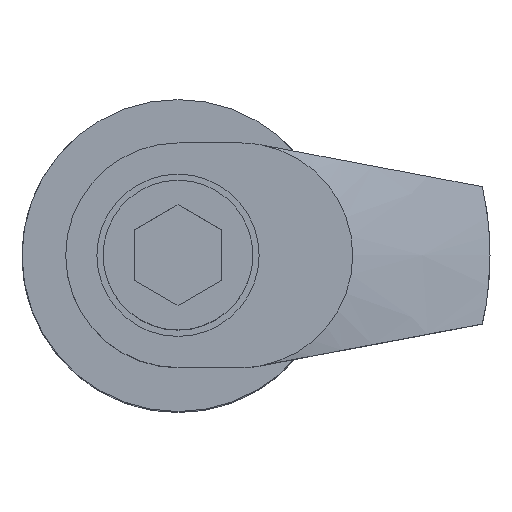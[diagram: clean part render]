
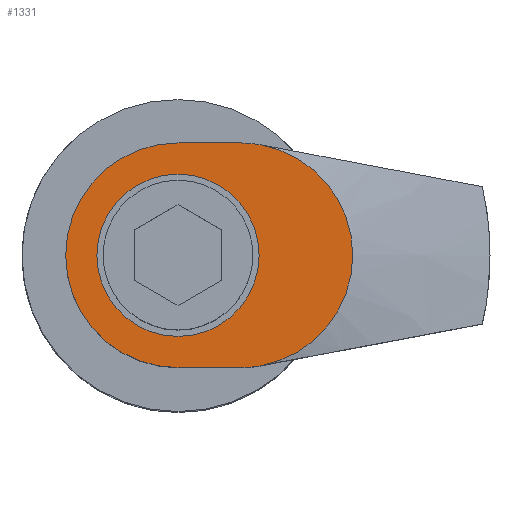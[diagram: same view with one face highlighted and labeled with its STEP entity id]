
A CAD part, top view. The second image highlights one B-rep face of the part: STEP entity #1331.
In plain terms, the highlighted planar face has unit normal (0, 0, 1).
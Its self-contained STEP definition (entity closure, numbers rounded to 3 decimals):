
#57 = AXIS2_PLACEMENT_3D ( 'NONE', #678, #2142, #498 ) ;
#127 = DIRECTION ( 'NONE',  ( 1., 0., 0. ) ) ;
#155 = DIRECTION ( 'NONE',  ( 0., 0., 1. ) ) ;
#160 = AXIS2_PLACEMENT_3D ( 'NONE', #165, #1827, #901 ) ;
#165 = CARTESIAN_POINT ( 'NONE',  ( 0., 0., 60. ) ) ;
#201 = VERTEX_POINT ( 'NONE', #890 ) ;
#207 = AXIS2_PLACEMENT_3D ( 'NONE', #1064, #2359, #1805 ) ;
#233 = VECTOR ( 'NONE', #127, 1000. ) ;
#305 = EDGE_CURVE ( 'NONE', #1270, #531, #1013, .T. ) ;
#312 = DIRECTION ( 'NONE',  ( 0., 0., 1. ) ) ;
#333 = FACE_OUTER_BOUND ( 'NONE', #1364, .T. ) ;
#362 = ORIENTED_EDGE ( 'NONE', *, *, #1138, .T. ) ;
#426 = CIRCLE ( 'NONE', #2077, 18. ) ;
#449 = EDGE_CURVE ( 'NONE', #2351, #1649, #2032, .T. ) ;
#476 = ORIENTED_EDGE ( 'NONE', *, *, #2046, .T. ) ;
#480 = EDGE_CURVE ( 'NONE', #2351, #1425, #2258, .T. ) ;
#498 = DIRECTION ( 'NONE',  ( 1., 0., 0. ) ) ;
#516 = FACE_BOUND ( 'NONE', #1490, .T. ) ;
#531 = VERTEX_POINT ( 'NONE', #2188 ) ;
#555 = ORIENTED_EDGE ( 'NONE', *, *, #1630, .T. ) ;
#642 = CARTESIAN_POINT ( 'NONE',  ( -18., 0., 60. ) ) ;
#650 = VERTEX_POINT ( 'NONE', #1796 ) ;
#678 = CARTESIAN_POINT ( 'NONE',  ( 0., 0., 60. ) ) ;
#718 = CARTESIAN_POINT ( 'NONE',  ( 10., 0., 60. ) ) ;
#735 = VECTOR ( 'NONE', #2183, 1000. ) ;
#791 = VERTEX_POINT ( 'NONE', #642 ) ;
#809 = DIRECTION ( 'NONE',  ( 1., 0., 0. ) ) ;
#851 = ORIENTED_EDGE ( 'NONE', *, *, #1336, .T. ) ;
#860 = VERTEX_POINT ( 'NONE', #1910 ) ;
#890 = CARTESIAN_POINT ( 'NONE',  ( 13., 0., 60. ) ) ;
#901 = DIRECTION ( 'NONE',  ( 1., 0., 0. ) ) ;
#930 = CIRCLE ( 'NONE', #207, 13. ) ;
#965 = CIRCLE ( 'NONE', #2107, 18. ) ;
#999 = AXIS2_PLACEMENT_3D ( 'NONE', #2316, #1050, #1789 ) ;
#1013 = LINE ( 'NONE', #1203, #233 ) ;
#1029 = CARTESIAN_POINT ( 'NONE',  ( 0., 0., 60. ) ) ;
#1050 = DIRECTION ( 'NONE',  ( 0., 0., -1. ) ) ;
#1064 = CARTESIAN_POINT ( 'NONE',  ( 0., 0., 60. ) ) ;
#1116 = CIRCLE ( 'NONE', #1225, 18. ) ;
#1135 = CARTESIAN_POINT ( 'NONE',  ( 10., 18., 60. ) ) ;
#1138 = EDGE_CURVE ( 'NONE', #531, #1649, #1116, .T. ) ;
#1157 = DIRECTION ( 'NONE',  ( 1., 0., 0. ) ) ;
#1203 = CARTESIAN_POINT ( 'NONE',  ( 0., -18., 60. ) ) ;
#1220 = ORIENTED_EDGE ( 'NONE', *, *, #449, .F. ) ;
#1225 = AXIS2_PLACEMENT_3D ( 'NONE', #1400, #312, #809 ) ;
#1245 = PLANE ( 'NONE',  #160 ) ;
#1270 = VERTEX_POINT ( 'NONE', #2335 ) ;
#1331 = ADVANCED_FACE ( 'NONE', ( #516, #333 ), #1245, .T. ) ;
#1336 = EDGE_CURVE ( 'NONE', #650, #791, #965, .T. ) ;
#1348 = CIRCLE ( 'NONE', #57, 13. ) ;
#1364 = EDGE_LOOP ( 'NONE', ( #362, #1220, #2066, #476, #851, #555, #2273 ) ) ;
#1395 = CARTESIAN_POINT ( 'NONE',  ( 13.338, -17.688, 60. ) ) ;
#1400 = CARTESIAN_POINT ( 'NONE',  ( 10., 0., 60. ) ) ;
#1425 = VERTEX_POINT ( 'NONE', #1135 ) ;
#1426 = DIRECTION ( 'NONE',  ( 1., 0., 0. ) ) ;
#1437 = DIRECTION ( 'NONE',  ( 0., 0., 1. ) ) ;
#1441 = ORIENTED_EDGE ( 'NONE', *, *, #2135, .F. ) ;
#1490 = EDGE_LOOP ( 'NONE', ( #1441, #1903 ) ) ;
#1630 = EDGE_CURVE ( 'NONE', #791, #1270, #426, .T. ) ;
#1649 = VERTEX_POINT ( 'NONE', #1395 ) ;
#1696 = AXIS2_PLACEMENT_3D ( 'NONE', #718, #1437, #1426 ) ;
#1743 = CARTESIAN_POINT ( 'NONE',  ( 0., 0., 60. ) ) ;
#1789 = DIRECTION ( 'NONE',  ( -1., 0., 0. ) ) ;
#1796 = CARTESIAN_POINT ( 'NONE',  ( 0., 18., 60. ) ) ;
#1805 = DIRECTION ( 'NONE',  ( 1., 0., 0. ) ) ;
#1827 = DIRECTION ( 'NONE',  ( 0., 0., 1. ) ) ;
#1903 = ORIENTED_EDGE ( 'NONE', *, *, #2044, .F. ) ;
#1910 = CARTESIAN_POINT ( 'NONE',  ( -13., 0., 60. ) ) ;
#2032 = CIRCLE ( 'NONE', #999, 18. ) ;
#2044 = EDGE_CURVE ( 'NONE', #860, #201, #930, .T. ) ;
#2046 = EDGE_CURVE ( 'NONE', #1425, #650, #2169, .T. ) ;
#2066 = ORIENTED_EDGE ( 'NONE', *, *, #480, .T. ) ;
#2077 = AXIS2_PLACEMENT_3D ( 'NONE', #1029, #155, #2308 ) ;
#2107 = AXIS2_PLACEMENT_3D ( 'NONE', #1743, #2252, #1157 ) ;
#2135 = EDGE_CURVE ( 'NONE', #201, #860, #1348, .T. ) ;
#2142 = DIRECTION ( 'NONE',  ( 0., 0., 1. ) ) ;
#2169 = LINE ( 'NONE', #2344, #735 ) ;
#2183 = DIRECTION ( 'NONE',  ( -1., 0., 0. ) ) ;
#2188 = CARTESIAN_POINT ( 'NONE',  ( 10., -18., 60. ) ) ;
#2252 = DIRECTION ( 'NONE',  ( 0., 0., 1. ) ) ;
#2258 = CIRCLE ( 'NONE', #1696, 18. ) ;
#2263 = CARTESIAN_POINT ( 'NONE',  ( 13.338, 17.688, 60. ) ) ;
#2273 = ORIENTED_EDGE ( 'NONE', *, *, #305, .T. ) ;
#2308 = DIRECTION ( 'NONE',  ( 1., 0., 0. ) ) ;
#2316 = CARTESIAN_POINT ( 'NONE',  ( 10., 0., 60. ) ) ;
#2335 = CARTESIAN_POINT ( 'NONE',  ( 0., -18., 60. ) ) ;
#2344 = CARTESIAN_POINT ( 'NONE',  ( 10., 18., 60. ) ) ;
#2351 = VERTEX_POINT ( 'NONE', #2263 ) ;
#2359 = DIRECTION ( 'NONE',  ( 0., 0., 1. ) ) ;
